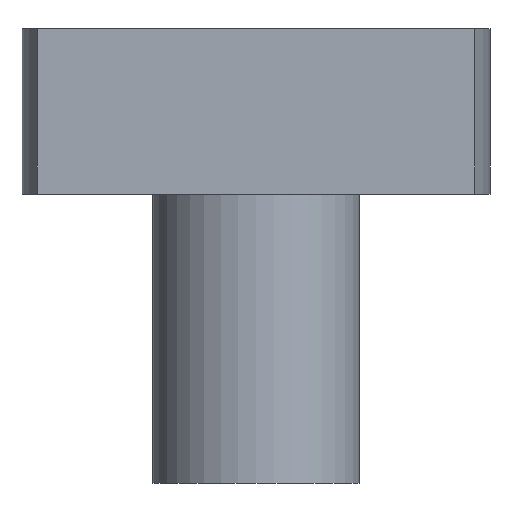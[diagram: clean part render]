
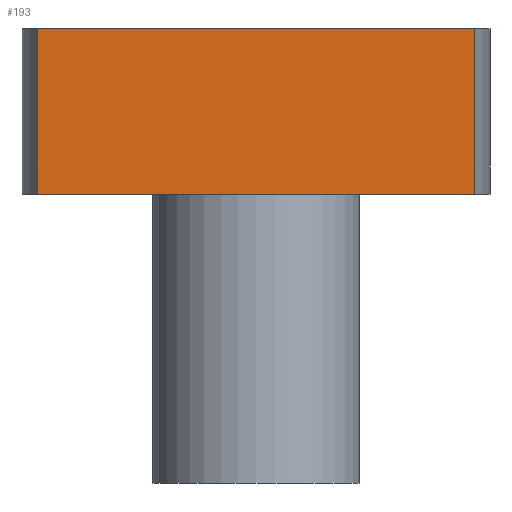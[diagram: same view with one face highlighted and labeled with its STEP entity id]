
A CAD part, front view. The second image highlights one B-rep face of the part: STEP entity #193.
In plain terms, the highlighted planar face has unit normal (0, -1, 0).
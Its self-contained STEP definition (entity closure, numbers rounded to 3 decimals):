
#34 = EDGE_CURVE ( 'NONE', #489, #175, #549, .T. ) ;
#54 = AXIS2_PLACEMENT_3D ( 'NONE', #723, #313, #872 ) ;
#62 = EDGE_LOOP ( 'NONE', ( #411, #715, #143, #541 ) ) ;
#77 = LINE ( 'NONE', #866, #584 ) ;
#84 = VECTOR ( 'NONE', #588, 1000. ) ;
#143 = ORIENTED_EDGE ( 'NONE', *, *, #34, .F. ) ;
#159 = VECTOR ( 'NONE', #906, 1000. ) ;
#175 = VERTEX_POINT ( 'NONE', #575 ) ;
#193 = ADVANCED_FACE ( 'NONE', ( #302 ), #235, .F. ) ;
#198 = VECTOR ( 'NONE', #536, 1000. ) ;
#235 = PLANE ( 'NONE',  #54 ) ;
#254 = CARTESIAN_POINT ( 'NONE',  ( -37.927, -221.456, 0. ) ) ;
#302 = FACE_OUTER_BOUND ( 'NONE', #62, .T. ) ;
#313 = DIRECTION ( 'NONE',  ( 0., 1., 0. ) ) ;
#350 = VERTEX_POINT ( 'NONE', #254 ) ;
#380 = DIRECTION ( 'NONE',  ( 0., 0., -1. ) ) ;
#392 = LINE ( 'NONE', #476, #198 ) ;
#411 = ORIENTED_EDGE ( 'NONE', *, *, #862, .T. ) ;
#442 = CARTESIAN_POINT ( 'NONE',  ( 0., -221.456, 0. ) ) ;
#476 = CARTESIAN_POINT ( 'NONE',  ( -90.927, -221.456, 20. ) ) ;
#489 = VERTEX_POINT ( 'NONE', #523 ) ;
#512 = LINE ( 'NONE', #442, #84 ) ;
#523 = CARTESIAN_POINT ( 'NONE',  ( -90.927, -221.456, 20. ) ) ;
#536 = DIRECTION ( 'NONE',  ( 0., 0., -1. ) ) ;
#538 = EDGE_CURVE ( 'NONE', #489, #688, #392, .T. ) ;
#541 = ORIENTED_EDGE ( 'NONE', *, *, #538, .T. ) ;
#549 = LINE ( 'NONE', #689, #159 ) ;
#575 = CARTESIAN_POINT ( 'NONE',  ( -37.927, -221.456, 20. ) ) ;
#584 = VECTOR ( 'NONE', #380, 1000. ) ;
#588 = DIRECTION ( 'NONE',  ( 1., 0., 0. ) ) ;
#688 = VERTEX_POINT ( 'NONE', #783 ) ;
#689 = CARTESIAN_POINT ( 'NONE',  ( 0., -221.456, 20. ) ) ;
#715 = ORIENTED_EDGE ( 'NONE', *, *, #850, .F. ) ;
#723 = CARTESIAN_POINT ( 'NONE',  ( 0., -221.456, 20. ) ) ;
#783 = CARTESIAN_POINT ( 'NONE',  ( -90.927, -221.456, 0. ) ) ;
#850 = EDGE_CURVE ( 'NONE', #175, #350, #77, .T. ) ;
#862 = EDGE_CURVE ( 'NONE', #688, #350, #512, .T. ) ;
#866 = CARTESIAN_POINT ( 'NONE',  ( -37.927, -221.456, 20. ) ) ;
#872 = DIRECTION ( 'NONE',  ( 0., 0., 1. ) ) ;
#906 = DIRECTION ( 'NONE',  ( 1., 0., 0. ) ) ;
